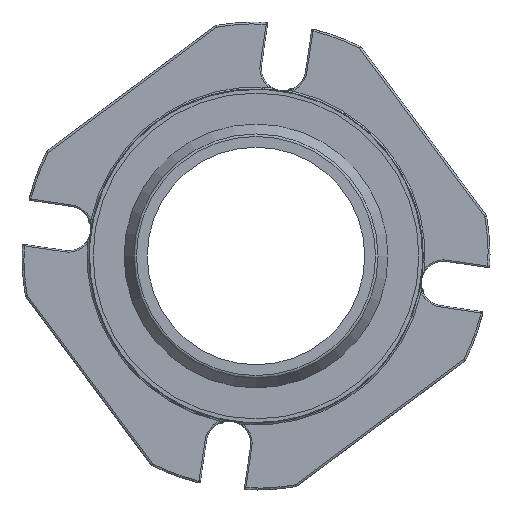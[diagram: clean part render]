
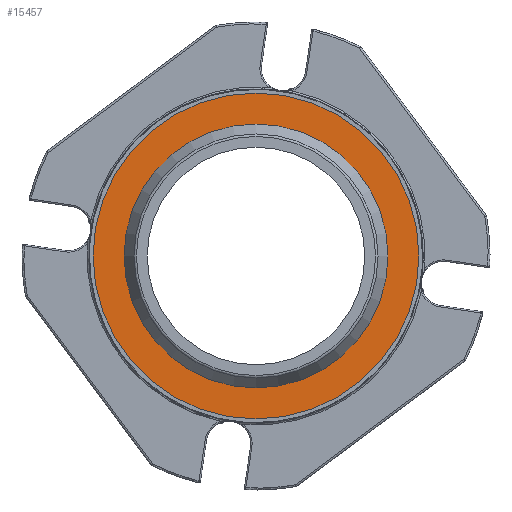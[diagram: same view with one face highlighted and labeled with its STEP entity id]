
A CAD part, left-side view. The second image highlights one B-rep face of the part: STEP entity #15457.
In plain terms, the highlighted planar face has unit normal (-1, 0, 0).
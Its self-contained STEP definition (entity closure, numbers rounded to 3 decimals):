
#3188=PLANE('',#16885);
#7803=ORIENTED_EDGE('',*,*,#10113,.F.);
#7804=ORIENTED_EDGE('',*,*,#10114,.F.);
#10113=EDGE_CURVE('',#11567,#11567,#12268,.T.);
#10114=EDGE_CURVE('',#11568,#11568,#12269,.T.);
#11567=VERTEX_POINT('',#33044);
#11568=VERTEX_POINT('',#33047);
#12268=CIRCLE('',#16884,69.599);
#12269=CIRCLE('',#16886,88.);
#13264=EDGE_LOOP('',(#7803));
#13265=EDGE_LOOP('',(#7804));
#14270=FACE_BOUND('',#13264,.T.);
#14271=FACE_BOUND('',#13265,.T.);
#15457=ADVANCED_FACE('',(#14270,#14271),#3188,.F.);
#16884=AXIS2_PLACEMENT_3D('',#33043,#20663,#20664);
#16885=AXIS2_PLACEMENT_3D('',#33045,#20665,#20666);
#16886=AXIS2_PLACEMENT_3D('',#33046,#20667,#20668);
#20663=DIRECTION('',(-1.,0.,0.));
#20664=DIRECTION('',(0.,-1.,0.));
#20665=DIRECTION('',(1.,0.,0.));
#20666=DIRECTION('',(0.,0.,1.));
#20667=DIRECTION('',(1.,0.,0.));
#20668=DIRECTION('',(0.,0.,1.));
#33043=CARTESIAN_POINT('',(-24.917,0.,0.));
#33044=CARTESIAN_POINT('',(-24.917,-69.599,0.));
#33045=CARTESIAN_POINT('',(-24.917,0.,73.));
#33046=CARTESIAN_POINT('',(-24.917,0.,0.));
#33047=CARTESIAN_POINT('',(-24.917,0.,88.));
